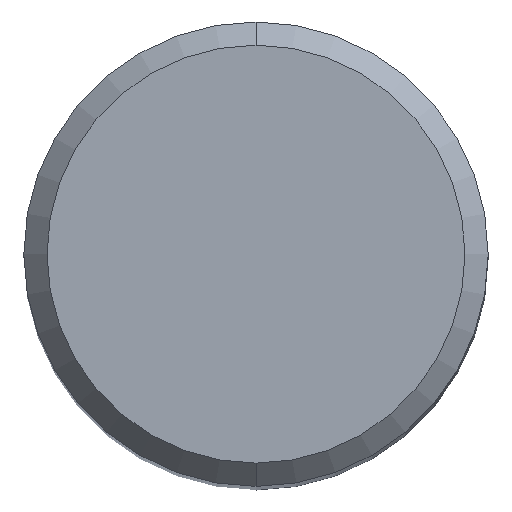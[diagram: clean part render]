
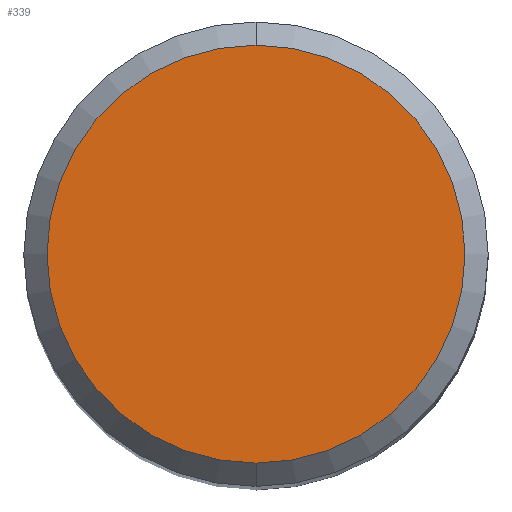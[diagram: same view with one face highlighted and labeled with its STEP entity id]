
A CAD part, top view. The second image highlights one B-rep face of the part: STEP entity #339.
In plain terms, the highlighted planar face has unit normal (0, 0, 1).
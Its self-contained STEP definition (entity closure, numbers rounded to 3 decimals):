
#265=VERTEX_POINT('',#631);
#285=EDGE_CURVE('',#371,#265,#654,.T.);
#339=ADVANCED_FACE('',(#712),#713,.T.);
#371=VERTEX_POINT('',#753);
#525=EDGE_CURVE('',#265,#371,#919,.T.);
#631=CARTESIAN_POINT('',(0.,-3.6,0.0));
#654=CIRCLE('',#1135,3.6);
#712=FACE_OUTER_BOUND('',#1239,.T.);
#713=PLANE('',#1240);
#753=CARTESIAN_POINT('',(0.0,3.6,0.0));
#919=CIRCLE('',#1641,3.6);
#1135=AXIS2_PLACEMENT_3D('',#1784,#1785,#1786);
#1239=EDGE_LOOP('',(#1848,#1849));
#1240=AXIS2_PLACEMENT_3D('',#1850,#1851,#1852);
#1641=AXIS2_PLACEMENT_3D('',#2079,#2080,#2081);
#1784=CARTESIAN_POINT('',(0.0,0.0,0.0));
#1785=DIRECTION('',(0.0,0.0,-1.0));
#1786=DIRECTION('',(0.0,1.0,0.0));
#1848=ORIENTED_EDGE('',*,*,#285,.F.);
#1849=ORIENTED_EDGE('',*,*,#525,.F.);
#1850=CARTESIAN_POINT('',(0.0,1.8,0.0));
#1851=DIRECTION('',(-0.0,0.0,1.0));
#1852=DIRECTION('',(0.0,-1.0,0.0));
#2079=CARTESIAN_POINT('',(0.0,0.0,0.0));
#2080=DIRECTION('',(0.0,0.0,-1.0));
#2081=DIRECTION('',(0.0,1.0,0.0));
